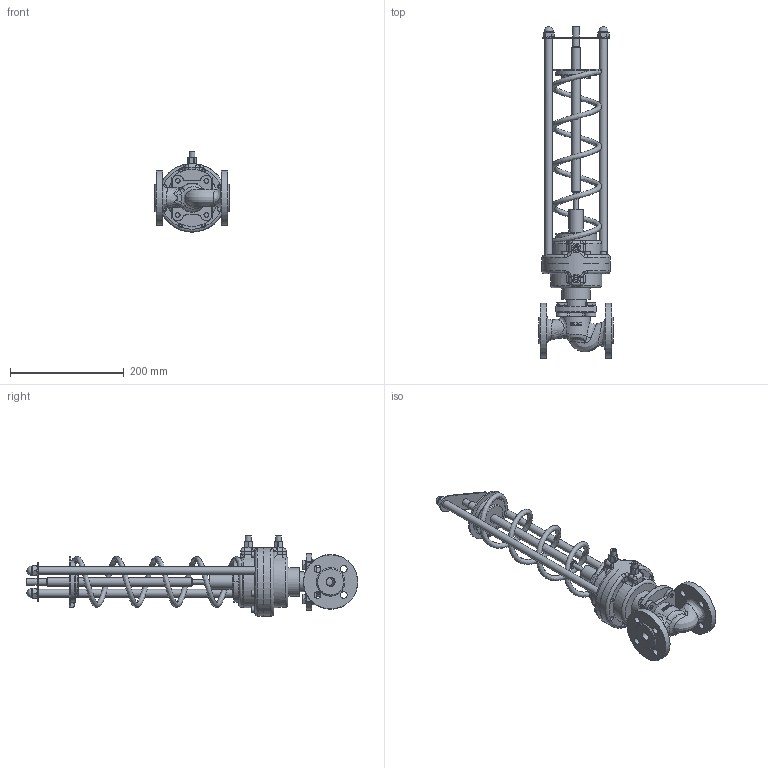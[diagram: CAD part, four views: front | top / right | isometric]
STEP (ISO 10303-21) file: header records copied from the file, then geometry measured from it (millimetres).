
FILE_DESCRIPTION(/* description */ (''),/* implementation_level */ '2;1');
FILE_NAME(/* name */ 'DN15_3D_STEP.stp',/* time_stamp */ '2024-04-25T12:45:30+03:00',/* author */ ('igorr'),/* organization */ (''),/* preprocessor_version */ 'ST-DEVELOPER v19.2',/* originating_system */ 'Autodesk Inventor 2023',/* authorisation */ '');
FILE_SCHEMA (('AUTOMOTIVE_DESIGN { 1 0 10303 214 3 1 1 }'));
Length unit declared in the file: millimetre
Products named in the file (6): Сборка; Деталь2; Деталь1; AS 1110 - M10 x 16; AS 1420 - 1973 - M6 x 10; CNS 4473 - M 10
Assembly tree (14 placements, depth 2):
  Сборка
    Деталь2
    Деталь1
    AS 1110 - M10 x 16  x4
    AS 1420 - 1973 - M6 x 10  x6
    CNS 4473 - M 10  x2
Bounding box: 130 x 583 x 140.75 mm (x, y, z)
Volume: 1529941 mm3; surface area: 271007.8 mm2
Topology: 14 solids, 15 shells, 579 faces, 1449 edges, 918 vertices
Faces by surface type: plane 252, cylinder 148, cone 78, bspline 60, torus 31, sphere 10
Full cylindrical faces by diameter (mm): 4.49 x2, 4.902 x1, 6 x6, 7 x17, 8 x5, 8.376 x2, 9.994 x2, 10 x10, 11 x4, 12 x10, 13.036 x1, 13.497 x1, 15 x4, 16 x6, 25 x1, 35 x1, 50 x3, 60 x1, 72 x1, 90 x1, 96 x2, 120 x1
Entity records: 24368 total; most frequent: CARTESIAN_POINT 13887, ORIENTED_EDGE 2098, DIRECTION 2004, EDGE_CURVE 1049, AXIS2_PLACEMENT_3D 822, VERTEX_POINT 675, EDGE_LOOP 498, CIRCLE 415
